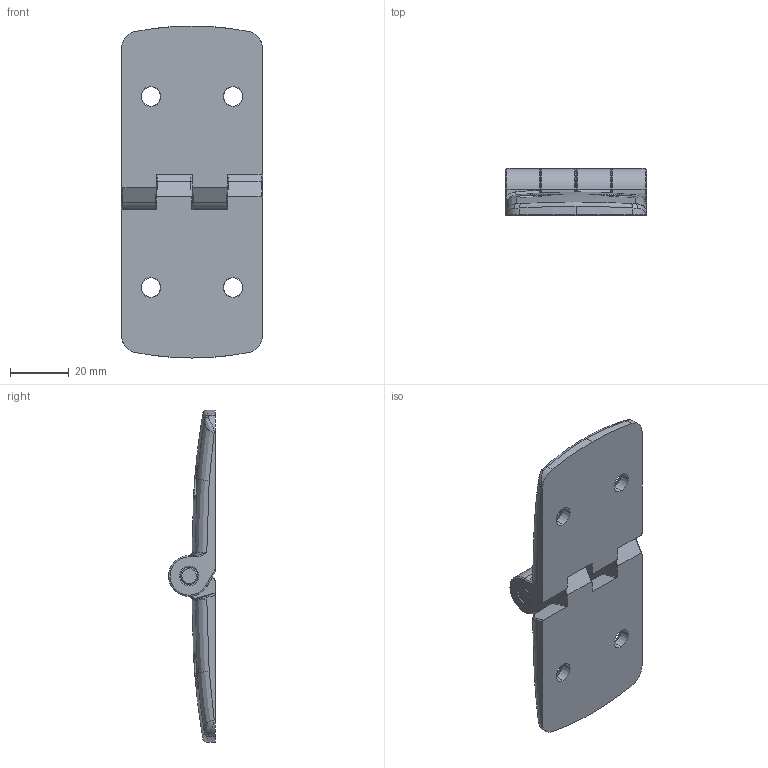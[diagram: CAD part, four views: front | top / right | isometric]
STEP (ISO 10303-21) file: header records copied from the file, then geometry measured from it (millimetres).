
FILE_DESCRIPTION (( 'STEP AP214' ), '1' );
FILE_NAME ('095e6060f.STEP', '2014-08-14T13:05:52', ( '' ), ( '' ), 'SwSTEP 2.0', 'SolidWorks 2014', '' );
FILE_SCHEMA (( 'AUTOMOTIVE_DESIGN' ));
Length unit declared in the file: millimetre
Products named in the file (3): 095k-02; 095e60f_114060; 095e6060f
Assembly tree (3 placements, depth 2):
  095e6060f
    095e60f_114060  x2
    095k-02
Bounding box: 48 x 15.9 x 113 mm (x, y, z)
Volume: 36129.8 mm3; surface area: 15960 mm2
Topology: 3 solids, 3 shells, 187 faces, 466 edges, 270 vertices
Faces by surface type: bspline 62, cylinder 56, plane 27, torus 22, cone 20
Entity records: 4276 total; most frequent: CARTESIAN_POINT 2088, ORIENTED_EDGE 474, DIRECTION 393, EDGE_CURVE 237, AXIS2_PLACEMENT_3D 164, VERTEX_POINT 141, EDGE_LOOP 106, FACE_OUTER_BOUND 99
